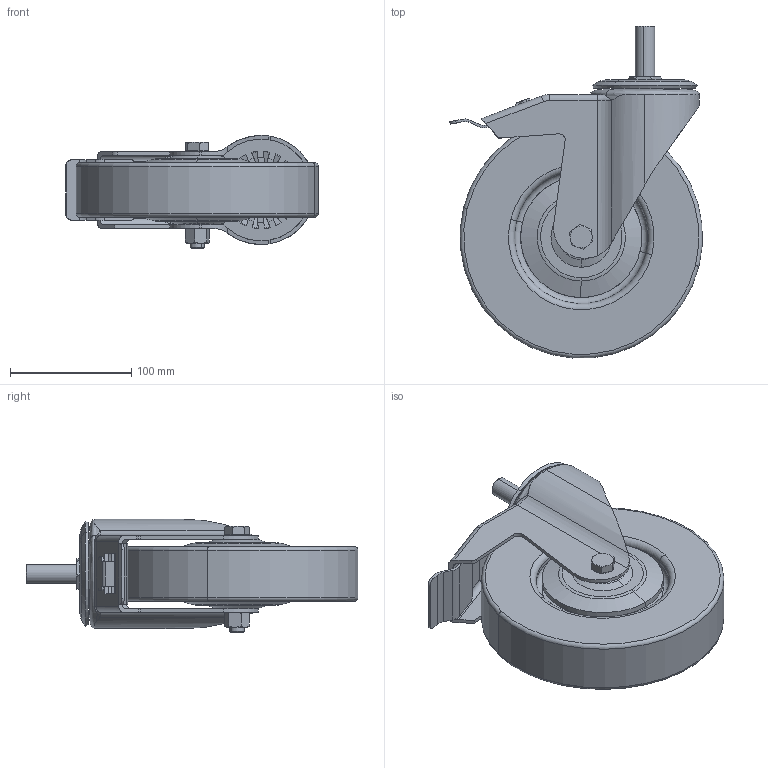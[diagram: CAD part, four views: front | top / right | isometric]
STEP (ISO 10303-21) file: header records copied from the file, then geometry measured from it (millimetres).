
FILE_DESCRIPTION (( 'STEP AP214' ), '1' );
FILE_NAME ('A330 Êîëåñî ñ òîðìîçîì O200 Ì16õ40.STEP', '2019-05-22T08:58:29', ( 'Ïîëüçîâàòåëü Windows' ), ( '' ), 'SwSTEP 2.0', 'SolidWorks 2018', '' );
FILE_SCHEMA (( 'AUTOMOTIVE_DESIGN' ));
Length unit declared in the file: millimetre
Products named in the file (10): 昢膼瘔膻嬅00; hex bolt gradeab_din_DIN EN 24014 - M12 x 80 x 30-N; A330 Êîëåñî ñ òîðìîçîì O200 Ì16õ40; 秬謽鍡_00; hex nut gradec_din_Hexagon Nut ISO 4034 - M12 - N; ﾇ瓊頸濱00; 扻錼勷_00; 鍔錓_00; Êðûøêà_00; 瓔螵00
Assembly tree (10 placements, depth 2):
  A330 Êîëåñî ñ òîðìîçîì O200 Ì16õ40
    昢膼瘔膻嬅00
    鍔錓_00
    瓔螵00
    Êðûøêà_00
    秬謽鍡_00
    扻錼勷_00
    ﾇ瓊頸濱00  x2
    hex bolt gradeab_din_DIN EN 24014 - M12 x 80 x 30-N
    hex nut gradec_din_Hexagon Nut ISO 4034 - M12 - N
Bounding box: 208.22 x 273.73 x 93.35 mm (x, y, z)
Volume: 1370633.3 mm3; surface area: 244577.7 mm2
Topology: 10 solids, 10 shells, 408 faces, 1041 edges, 664 vertices
Faces by surface type: plane 185, cone 104, cylinder 77, torus 40, bspline 2
Entity records: 13271 total; most frequent: CARTESIAN_POINT 3461, ORIENTED_EDGE 1992, DIRECTION 1902, EDGE_CURVE 996, AXIS2_PLACEMENT_3D 735, VERTEX_POINT 637, VECTOR 432, LINE 432
